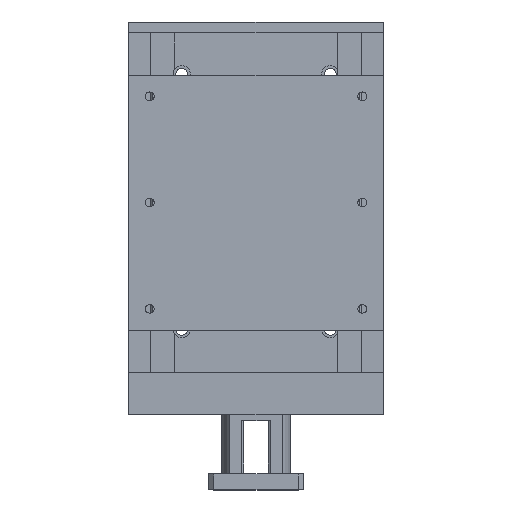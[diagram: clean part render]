
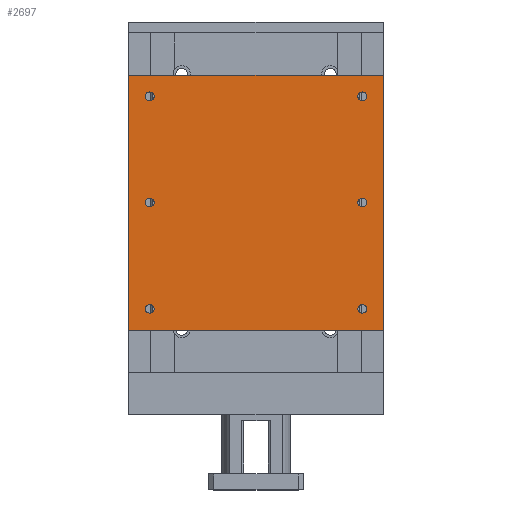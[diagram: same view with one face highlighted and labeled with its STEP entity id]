
A CAD part, top view. The second image highlights one B-rep face of the part: STEP entity #2697.
In plain terms, the highlighted planar face has unit normal (0, 0, 1).
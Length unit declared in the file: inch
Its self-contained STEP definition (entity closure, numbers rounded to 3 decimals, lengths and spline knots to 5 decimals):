
#2014=CARTESIAN_POINT('',(-2.3965,-2.5,0.54237));
#2015=VERTEX_POINT('',#2014);
#2031=CARTESIAN_POINT('',(-2.6035,-2.5,0.54237));
#2032=VERTEX_POINT('',#2031);
#2039=CARTESIAN_POINT('',(-2.5,-2.5,0.54237));
#2040=DIRECTION('',(0.0,0.0,-1.0));
#2041=DIRECTION('',(1.0,0.0,0.0));
#2042=AXIS2_PLACEMENT_3D('',#2039,#2040,#2041);
#2043=CIRCLE('',#2042,0.1035);
#2044=EDGE_CURVE('',#2015,#2032,#2043,.T.);
#2077=CARTESIAN_POINT('',(2.6035,2.5,0.54237));
#2078=VERTEX_POINT('',#2077);
#2094=CARTESIAN_POINT('',(2.3965,2.5,0.54237));
#2095=VERTEX_POINT('',#2094);
#2102=CARTESIAN_POINT('',(2.5,2.5,0.54237));
#2103=DIRECTION('',(0.0,0.0,-1.0));
#2104=DIRECTION('',(1.0,0.0,0.0));
#2105=AXIS2_PLACEMENT_3D('',#2102,#2103,#2104);
#2106=CIRCLE('',#2105,0.1035);
#2107=EDGE_CURVE('',#2078,#2095,#2106,.T.);
#2140=CARTESIAN_POINT('',(2.6035,-2.5,0.54237));
#2141=VERTEX_POINT('',#2140);
#2157=CARTESIAN_POINT('',(2.3965,-2.5,0.54237));
#2158=VERTEX_POINT('',#2157);
#2165=CARTESIAN_POINT('',(2.5,-2.5,0.54237));
#2166=DIRECTION('',(0.0,0.0,-1.0));
#2167=DIRECTION('',(1.0,0.0,0.0));
#2168=AXIS2_PLACEMENT_3D('',#2165,#2166,#2167);
#2169=CIRCLE('',#2168,0.1035);
#2170=EDGE_CURVE('',#2141,#2158,#2169,.T.);
#2203=CARTESIAN_POINT('',(-2.3965,0.,0.54237));
#2204=VERTEX_POINT('',#2203);
#2220=CARTESIAN_POINT('',(-2.6035,0.,0.54237));
#2221=VERTEX_POINT('',#2220);
#2228=CARTESIAN_POINT('',(-2.5,0.,0.54237));
#2229=DIRECTION('',(0.0,0.0,-1.0));
#2230=DIRECTION('',(1.0,0.0,0.0));
#2231=AXIS2_PLACEMENT_3D('',#2228,#2229,#2230);
#2232=CIRCLE('',#2231,0.1035);
#2233=EDGE_CURVE('',#2204,#2221,#2232,.T.);
#2266=CARTESIAN_POINT('',(2.6035,0.,0.54237));
#2267=VERTEX_POINT('',#2266);
#2283=CARTESIAN_POINT('',(2.3965,0.,0.54237));
#2284=VERTEX_POINT('',#2283);
#2291=CARTESIAN_POINT('',(2.5,0.,0.54237));
#2292=DIRECTION('',(0.0,0.0,-1.0));
#2293=DIRECTION('',(1.0,0.0,0.0));
#2294=AXIS2_PLACEMENT_3D('',#2291,#2292,#2293);
#2295=CIRCLE('',#2294,0.1035);
#2296=EDGE_CURVE('',#2267,#2284,#2295,.T.);
#2329=CARTESIAN_POINT('',(-2.3965,2.5,0.54237));
#2330=VERTEX_POINT('',#2329);
#2346=CARTESIAN_POINT('',(-2.6035,2.5,0.54237));
#2347=VERTEX_POINT('',#2346);
#2354=CARTESIAN_POINT('',(-2.5,2.5,0.54237));
#2355=DIRECTION('',(0.0,0.0,-1.0));
#2356=DIRECTION('',(1.0,0.0,0.0));
#2357=AXIS2_PLACEMENT_3D('',#2354,#2355,#2356);
#2358=CIRCLE('',#2357,0.1035);
#2359=EDGE_CURVE('',#2330,#2347,#2358,.T.);
#2391=CARTESIAN_POINT('',(-2.5,2.5,0.54237));
#2392=DIRECTION('',(0.0,0.0,-1.0));
#2393=DIRECTION('',(1.0,0.0,0.0));
#2394=AXIS2_PLACEMENT_3D('',#2391,#2392,#2393);
#2395=CIRCLE('',#2394,0.1035);
#2396=EDGE_CURVE('',#2347,#2330,#2395,.T.);
#2436=CARTESIAN_POINT('',(2.5,0.,0.54237));
#2437=DIRECTION('',(0.0,0.0,-1.0));
#2438=DIRECTION('',(1.0,0.0,0.0));
#2439=AXIS2_PLACEMENT_3D('',#2436,#2437,#2438);
#2440=CIRCLE('',#2439,0.1035);
#2441=EDGE_CURVE('',#2284,#2267,#2440,.T.);
#2481=CARTESIAN_POINT('',(-2.5,0.,0.54237));
#2482=DIRECTION('',(0.0,0.0,-1.0));
#2483=DIRECTION('',(1.0,0.0,0.0));
#2484=AXIS2_PLACEMENT_3D('',#2481,#2482,#2483);
#2485=CIRCLE('',#2484,0.1035);
#2486=EDGE_CURVE('',#2221,#2204,#2485,.T.);
#2526=CARTESIAN_POINT('',(2.5,-2.5,0.54237));
#2527=DIRECTION('',(0.0,0.0,-1.0));
#2528=DIRECTION('',(1.0,0.0,0.0));
#2529=AXIS2_PLACEMENT_3D('',#2526,#2527,#2528);
#2530=CIRCLE('',#2529,0.1035);
#2531=EDGE_CURVE('',#2158,#2141,#2530,.T.);
#2571=CARTESIAN_POINT('',(2.5,2.5,0.54237));
#2572=DIRECTION('',(0.0,0.0,-1.0));
#2573=DIRECTION('',(1.0,0.0,0.0));
#2574=AXIS2_PLACEMENT_3D('',#2571,#2572,#2573);
#2575=CIRCLE('',#2574,0.1035);
#2576=EDGE_CURVE('',#2095,#2078,#2575,.T.);
#2616=CARTESIAN_POINT('',(-2.5,-2.5,0.54237));
#2617=DIRECTION('',(0.0,0.0,-1.0));
#2618=DIRECTION('',(1.0,0.0,0.0));
#2619=AXIS2_PLACEMENT_3D('',#2616,#2617,#2618);
#2620=CIRCLE('',#2619,0.1035);
#2621=EDGE_CURVE('',#2032,#2015,#2620,.T.);
#2634=CARTESIAN_POINT('',(0.,-3.0,0.54237));
#2635=DIRECTION('',(0.0,0.0,1.0));
#2636=DIRECTION('',(1.0,0.0,0.0));
#2637=AXIS2_PLACEMENT_3D('',#2634,#2635,#2636);
#2638=PLANE('',#2637);
#2639=CARTESIAN_POINT('',(3.0,3.0,0.54237));
#2640=VERTEX_POINT('',#2639);
#2641=CARTESIAN_POINT('',(-3.0,3.0,0.54237));
#2642=VERTEX_POINT('',#2641);
#2643=CARTESIAN_POINT('',(3.0,3.0,0.54237));
#2644=DIRECTION('',(-1.0,0.0,0.0));
#2645=VECTOR('',#2644,6.0);
#2646=LINE('',#2643,#2645);
#2647=EDGE_CURVE('',#2640,#2642,#2646,.T.);
#2648=ORIENTED_EDGE('',*,*,#2647,.T.);
#2649=CARTESIAN_POINT('',(-3.0,-3.0,0.54237));
#2650=VERTEX_POINT('',#2649);
#2651=CARTESIAN_POINT('',(-3.0,-3.0,0.54237));
#2652=DIRECTION('',(0.0,1.0,0.0));
#2653=VECTOR('',#2652,6.0);
#2654=LINE('',#2651,#2653);
#2655=EDGE_CURVE('',#2650,#2642,#2654,.T.);
#2656=ORIENTED_EDGE('',*,*,#2655,.F.);
#2657=CARTESIAN_POINT('',(3.0,-3.0,0.54237));
#2658=VERTEX_POINT('',#2657);
#2659=CARTESIAN_POINT('',(3.0,-3.0,0.54237));
#2660=DIRECTION('',(-1.0,0.0,0.0));
#2661=VECTOR('',#2660,6.0);
#2662=LINE('',#2659,#2661);
#2663=EDGE_CURVE('',#2658,#2650,#2662,.T.);
#2664=ORIENTED_EDGE('',*,*,#2663,.F.);
#2665=CARTESIAN_POINT('',(3.0,-3.0,0.54237));
#2666=DIRECTION('',(0.0,1.0,0.0));
#2667=VECTOR('',#2666,6.0);
#2668=LINE('',#2665,#2667);
#2669=EDGE_CURVE('',#2658,#2640,#2668,.T.);
#2670=ORIENTED_EDGE('',*,*,#2669,.T.);
#2671=EDGE_LOOP('',(#2648,#2656,#2664,#2670));
#2672=FACE_OUTER_BOUND('',#2671,.T.);
#2673=ORIENTED_EDGE('',*,*,#2359,.T.);
#2674=ORIENTED_EDGE('',*,*,#2396,.T.);
#2675=EDGE_LOOP('',(#2673,#2674));
#2676=FACE_BOUND('',#2675,.T.);
#2677=ORIENTED_EDGE('',*,*,#2296,.T.);
#2678=ORIENTED_EDGE('',*,*,#2441,.T.);
#2679=EDGE_LOOP('',(#2677,#2678));
#2680=FACE_BOUND('',#2679,.T.);
#2681=ORIENTED_EDGE('',*,*,#2233,.T.);
#2682=ORIENTED_EDGE('',*,*,#2486,.T.);
#2683=EDGE_LOOP('',(#2681,#2682));
#2684=FACE_BOUND('',#2683,.T.);
#2685=ORIENTED_EDGE('',*,*,#2170,.T.);
#2686=ORIENTED_EDGE('',*,*,#2531,.T.);
#2687=EDGE_LOOP('',(#2685,#2686));
#2688=FACE_BOUND('',#2687,.T.);
#2689=ORIENTED_EDGE('',*,*,#2107,.T.);
#2690=ORIENTED_EDGE('',*,*,#2576,.T.);
#2691=EDGE_LOOP('',(#2689,#2690));
#2692=FACE_BOUND('',#2691,.T.);
#2693=ORIENTED_EDGE('',*,*,#2044,.T.);
#2694=ORIENTED_EDGE('',*,*,#2621,.T.);
#2695=EDGE_LOOP('',(#2693,#2694));
#2696=FACE_BOUND('',#2695,.T.);
#2697=ADVANCED_FACE('',(#2672,#2676,#2680,#2684,#2688,#2692,#2696),#2638,.T.);
